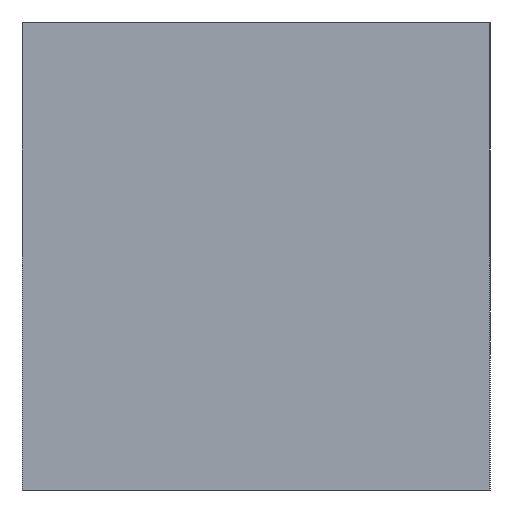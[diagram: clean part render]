
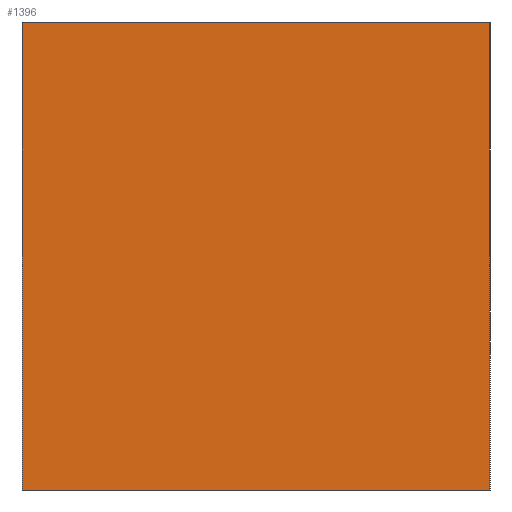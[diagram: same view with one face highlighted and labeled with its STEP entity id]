
A CAD part, left-side view. The second image highlights one B-rep face of the part: STEP entity #1396.
In plain terms, the highlighted planar face has unit normal (-1, 0, 0).
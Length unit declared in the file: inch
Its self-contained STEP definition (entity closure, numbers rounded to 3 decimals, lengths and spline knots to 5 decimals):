
#129=PLANE('',#1518);
#209=FACE_OUTER_BOUND('',#302,.T.);
#302=EDGE_LOOP('',(#1248,#1249,#1250,#1251));
#393=LINE('',#5091,#504);
#411=LINE('',#5126,#522);
#412=LINE('',#5129,#523);
#413=LINE('',#5130,#524);
#504=VECTOR('',#1798,0.3937);
#522=VECTOR('',#1830,0.3937);
#523=VECTOR('',#1833,0.3937);
#524=VECTOR('',#1834,0.3937);
#675=VERTEX_POINT('',#5088);
#676=VERTEX_POINT('',#5090);
#686=VERTEX_POINT('',#5124);
#687=VERTEX_POINT('',#5128);
#860=EDGE_CURVE('',#675,#676,#393,.T.);
#878=EDGE_CURVE('',#675,#686,#411,.T.);
#879=EDGE_CURVE('',#687,#686,#412,.T.);
#880=EDGE_CURVE('',#676,#687,#413,.T.);
#1248=ORIENTED_EDGE('',*,*,#878,.T.);
#1249=ORIENTED_EDGE('',*,*,#879,.F.);
#1250=ORIENTED_EDGE('',*,*,#880,.F.);
#1251=ORIENTED_EDGE('',*,*,#860,.F.);
#1396=ADVANCED_FACE('',(#209),#129,.T.);
#1518=AXIS2_PLACEMENT_3D('',#5127,#1831,#1832);
#1798=DIRECTION('',(0.,1.,0.));
#1830=DIRECTION('',(0.,0.,1.));
#1831=DIRECTION('center_axis',(-1.,0.,0.));
#1832=DIRECTION('ref_axis',(0.,-1.,0.));
#1833=DIRECTION('',(0.,-1.,0.));
#1834=DIRECTION('',(0.,0.,1.));
#5088=CARTESIAN_POINT('',(-2.56,-0.61,-0.61));
#5090=CARTESIAN_POINT('',(-2.56,0.61,-0.61));
#5091=CARTESIAN_POINT('',(-2.56,-0.61,-0.61));
#5124=CARTESIAN_POINT('',(-2.56,-0.61,0.61));
#5126=CARTESIAN_POINT('',(-2.56,-0.61,0.));
#5127=CARTESIAN_POINT('Origin',(-2.56,0.61,0.));
#5128=CARTESIAN_POINT('',(-2.56,0.61,0.61));
#5129=CARTESIAN_POINT('',(-2.56,-0.61,0.61));
#5130=CARTESIAN_POINT('',(-2.56,0.61,0.));
